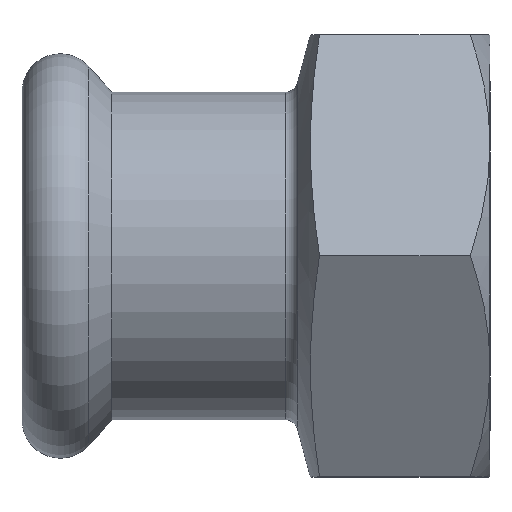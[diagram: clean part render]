
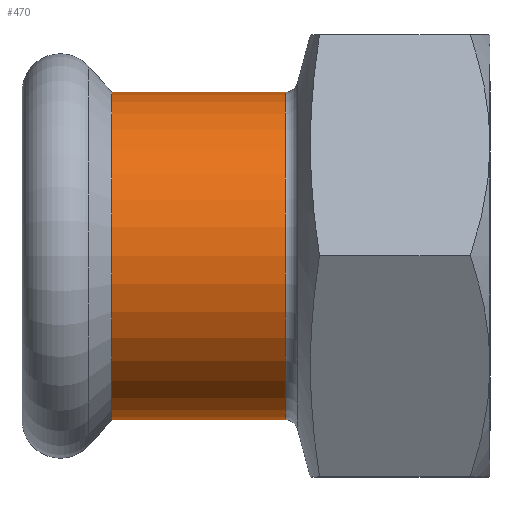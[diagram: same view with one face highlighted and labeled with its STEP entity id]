
A CAD part, top view. The second image highlights one B-rep face of the part: STEP entity #470.
In plain terms, the highlighted cylindrical face has radius 12.6 mm (diameter 25.2 mm), a full revolution.
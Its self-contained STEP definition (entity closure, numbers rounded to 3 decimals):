
#59=FACE_OUTER_BOUND($,#128,.T.);
#86=CYLINDRICAL_SURFACE($,#525,12.6);
#98=FACE_BOUND($,#129,.T.);
#128=EDGE_LOOP($,(#367));
#129=EDGE_LOOP($,(#368));
#208=CIRCLE($,#523,12.6);
#209=CIRCLE($,#526,12.6);
#239=VERTEX_POINT($,#760);
#246=VERTEX_POINT($,#788);
#286=EDGE_CURVE($,#239,#239,#208,.T.);
#293=EDGE_CURVE($,#246,#246,#209,.T.);
#367=ORIENTED_EDGE($,*,*,#293,.F.);
#368=ORIENTED_EDGE($,*,*,#286,.F.);
#470=ADVANCED_FACE($,(#59,#98),#86,.T.);
#523=AXIS2_PLACEMENT_3D($,#761,#623,#624);
#525=AXIS2_PLACEMENT_3D($,#787,#627,#628);
#526=AXIS2_PLACEMENT_3D($,#789,#629,#630);
#623=DIRECTION('center_axis',(1.,0.,0.));
#624=DIRECTION('ref_axis',(0.,-0.866,0.5));
#627=DIRECTION('center_axis',(-1.,0.,0.));
#628=DIRECTION('ref_axis',(0.,0.866,0.5));
#629=DIRECTION('center_axis',(-1.,0.,0.));
#630=DIRECTION('ref_axis',(0.,0.866,0.5));
#760=CARTESIAN_POINT('',(20.233,10.912,-6.3));
#761=CARTESIAN_POINT('Origin',(20.233,0.,0.));
#787=CARTESIAN_POINT('Origin',(13.96,0.,0.));
#788=CARTESIAN_POINT('',(6.92,10.912,-6.3));
#789=CARTESIAN_POINT('Origin',(6.92,0.,0.));
